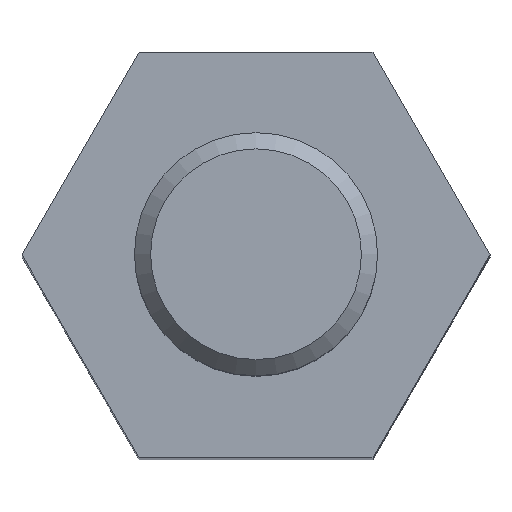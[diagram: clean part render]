
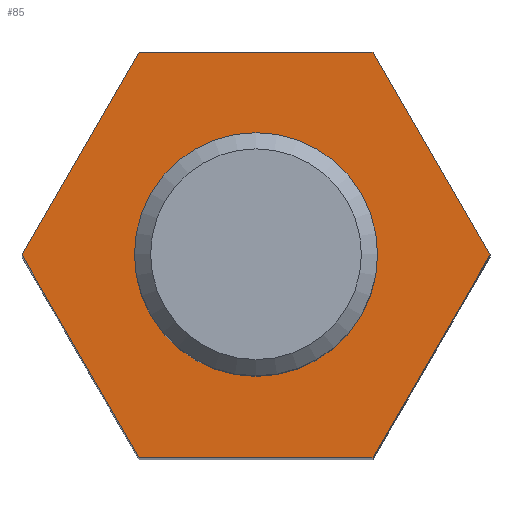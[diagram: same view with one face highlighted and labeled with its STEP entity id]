
A CAD part, top view. The second image highlights one B-rep face of the part: STEP entity #85.
In plain terms, the highlighted planar face has unit normal (0, 0, 1).
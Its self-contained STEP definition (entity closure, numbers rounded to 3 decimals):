
#85 = ADVANCED_FACE( '', ( #180, #181 ), #182, .T. );
#180 = FACE_BOUND( '', #274, .T. );
#181 = FACE_OUTER_BOUND( '', #275, .T. );
#182 = PLANE( '', #276 );
#274 = EDGE_LOOP( '', ( #425 ) );
#275 = EDGE_LOOP( '', ( #426, #427, #428, #429, #430, #431 ) );
#276 = AXIS2_PLACEMENT_3D( '', #432, #433, #434 );
#425 = ORIENTED_EDGE( '', *, *, #535, .T. );
#426 = ORIENTED_EDGE( '', *, *, #529, .T. );
#427 = ORIENTED_EDGE( '', *, *, #536, .T. );
#428 = ORIENTED_EDGE( '', *, *, #491, .T. );
#429 = ORIENTED_EDGE( '', *, *, #537, .T. );
#430 = ORIENTED_EDGE( '', *, *, #538, .T. );
#431 = ORIENTED_EDGE( '', *, *, #515, .T. );
#432 = CARTESIAN_POINT( '', ( 0., 0., 30. ) );
#433 = DIRECTION( '', ( 0., 0., 1. ) );
#434 = DIRECTION( '', ( 1., 0., 0. ) );
#491 = EDGE_CURVE( '', #565, #563, #566, .T. );
#515 = EDGE_CURVE( '', #602, #600, #603, .T. );
#529 = EDGE_CURVE( '', #600, #620, #622, .T. );
#535 = EDGE_CURVE( '', #628, #628, #629, .F. );
#536 = EDGE_CURVE( '', #620, #565, #630, .T. );
#537 = EDGE_CURVE( '', #563, #631, #632, .T. );
#538 = EDGE_CURVE( '', #631, #602, #633, .T. );
#563 = VERTEX_POINT( '', #672 );
#565 = VERTEX_POINT( '', #675 );
#566 = LINE( '', #676, #677 );
#600 = VERTEX_POINT( '', #743 );
#602 = VERTEX_POINT( '', #746 );
#603 = LINE( '', #747, #748 );
#620 = VERTEX_POINT( '', #790 );
#622 = LINE( '', #793, #794 );
#628 = VERTEX_POINT( '', #800 );
#629 = CIRCLE( '', #801, 2.792 );
#630 = LINE( '', #802, #803 );
#631 = VERTEX_POINT( '', #804 );
#632 = LINE( '', #805, #806 );
#633 = LINE( '', #807, #808 );
#672 = CARTESIAN_POINT( '', ( -2.887, -5., 30. ) );
#675 = CARTESIAN_POINT( '', ( -5.774, 0., 30. ) );
#676 = CARTESIAN_POINT( '', ( -5.774, 0., 30. ) );
#677 = VECTOR( '', #838, 1000. );
#743 = CARTESIAN_POINT( '', ( 2.887, 5., 30. ) );
#746 = CARTESIAN_POINT( '', ( 5.774, 0., 30. ) );
#747 = CARTESIAN_POINT( '', ( 5.774, 0., 30. ) );
#748 = VECTOR( '', #865, 1000. );
#790 = CARTESIAN_POINT( '', ( -2.887, 5., 30. ) );
#793 = CARTESIAN_POINT( '', ( 2.887, 5., 30. ) );
#794 = VECTOR( '', #877, 1000. );
#800 = CARTESIAN_POINT( '', ( 2.792, 0., 30. ) );
#801 = AXIS2_PLACEMENT_3D( '', #881, #882, #883 );
#802 = CARTESIAN_POINT( '', ( -2.887, 5., 30. ) );
#803 = VECTOR( '', #884, 1000. );
#804 = CARTESIAN_POINT( '', ( 2.887, -5., 30. ) );
#805 = CARTESIAN_POINT( '', ( -2.887, -5., 30. ) );
#806 = VECTOR( '', #885, 1000. );
#807 = CARTESIAN_POINT( '', ( 2.887, -5., 30. ) );
#808 = VECTOR( '', #886, 1000. );
#838 = DIRECTION( '', ( 0.5, -0.866, 0. ) );
#865 = DIRECTION( '', ( -0.5, 0.866, 0. ) );
#877 = DIRECTION( '', ( -1., 0., 0. ) );
#881 = CARTESIAN_POINT( '', ( 0., 0., 30. ) );
#882 = DIRECTION( '', ( 0., 0., 1. ) );
#883 = DIRECTION( '', ( 1., 0., 0. ) );
#884 = DIRECTION( '', ( -0.5, -0.866, 0. ) );
#885 = DIRECTION( '', ( 1., 0., 0. ) );
#886 = DIRECTION( '', ( 0.5, 0.866, 0. ) );
